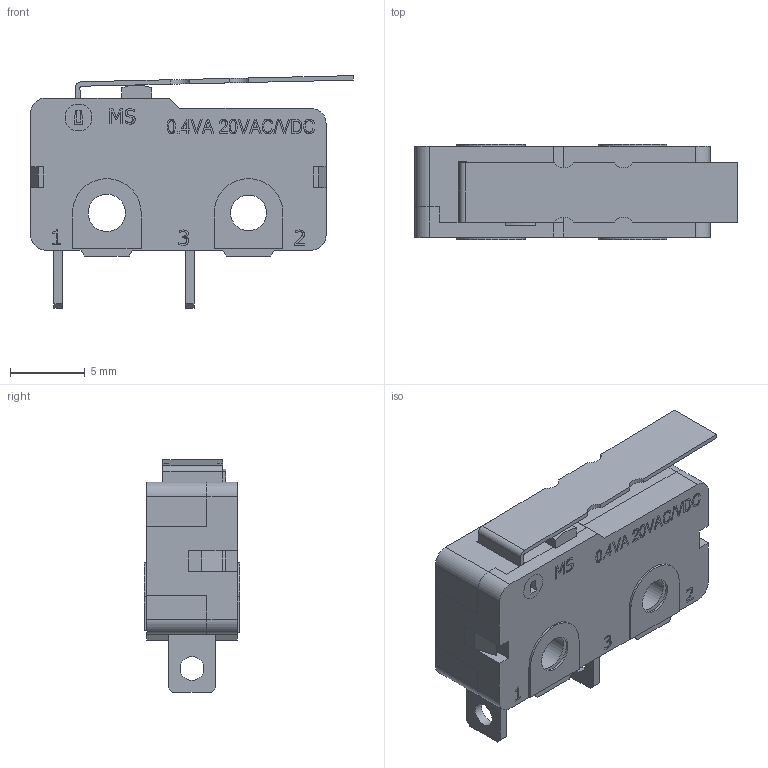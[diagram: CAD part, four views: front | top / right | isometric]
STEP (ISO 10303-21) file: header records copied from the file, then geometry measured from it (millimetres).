
FILE_DESCRIPTION(/* description */ (''),/* implementation_level */ '2;1');
FILE_NAME(/* name */ 'MS085R102FxxxS1C.stp',/* time_stamp */ '2025-05-27T11:54:58-05:00',/* author */ ('mroman'),/* organization */ (''),/* preprocessor_version */ 'ST-DEVELOPER v18.1',/* originating_system */ 'Autodesk Inventor 2022',/* authorisation */ '');
FILE_SCHEMA (('AUTOMOTIVE_DESIGN { 1 0 10303 214 3 1 1 }'));
Length unit declared in the file: centimetre
Products named in the file (1): MS085R102FxxxS1C
Bounding box: 21.62 x 6.4 x 15.6 mm (x, y, z)
Volume: 805.4 mm3; surface area: 1615.1 mm2
Topology: 1 solids, 3 shells, 644 faces, 1755 edges, 1163 vertices
Faces by surface type: plane 424, bspline 192, cylinder 28
Full cylindrical faces by diameter (mm): 1.6 x2, 1.8 x1, 2.4 x2, 2.5 x2, 3.7 x2
Entity records: 21069 total; most frequent: CARTESIAN_POINT 5985, ORIENTED_EDGE 3514, DIRECTION 2332, EDGE_CURVE 1757, LINE 1320, VECTOR 1320, VERTEX_POINT 1163, EDGE_LOOP 702
